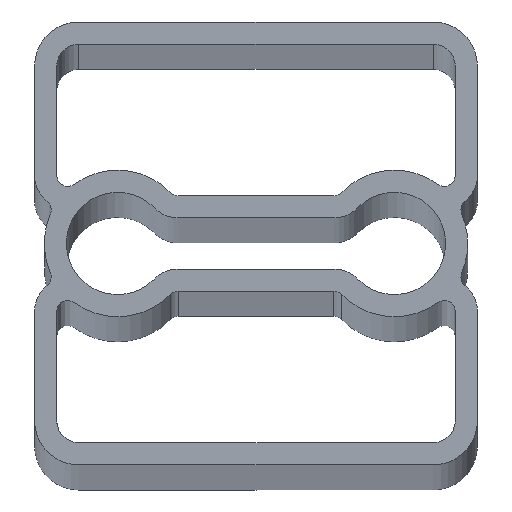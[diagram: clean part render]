
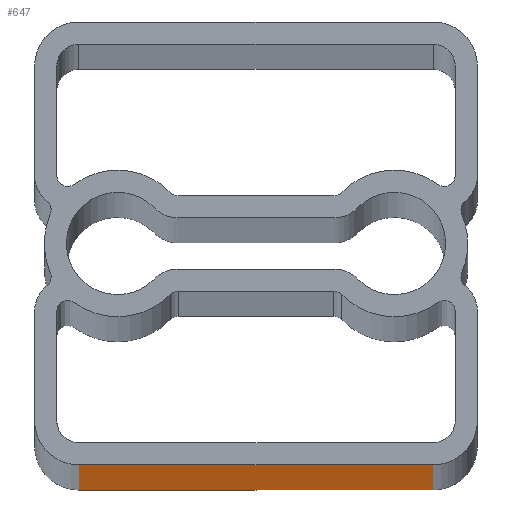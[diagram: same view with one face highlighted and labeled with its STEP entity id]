
A CAD part, top view. The second image highlights one B-rep face of the part: STEP entity #647.
In plain terms, the highlighted planar face has unit normal (0, -1, 0).
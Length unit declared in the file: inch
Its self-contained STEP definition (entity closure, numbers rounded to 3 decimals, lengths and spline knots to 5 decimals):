
#67 = CARTESIAN_POINT ( 'NONE',  ( 0.4, -0.5, -1. ) ) ;
#169 = EDGE_CURVE ( 'NONE', #2081, #1643, #1781, .T. ) ;
#330 = ORIENTED_EDGE ( 'NONE', *, *, #2373, .F. ) ;
#391 = LINE ( 'NONE', #2249, #2428 ) ;
#436 = ORIENTED_EDGE ( 'NONE', *, *, #1629, .F. ) ;
#448 = ORIENTED_EDGE ( 'NONE', *, *, #2426, .T. ) ;
#465 = DIRECTION ( 'NONE',  ( 0., 0., 1. ) ) ;
#552 = DIRECTION ( 'NONE',  ( 0., -1., 0. ) ) ;
#647 = ADVANCED_FACE ( 'NONE', ( #1251 ), #769, .T. ) ;
#662 = VECTOR ( 'NONE', #1224, 39.37008 ) ;
#769 = PLANE ( 'NONE',  #798 ) ;
#798 = AXIS2_PLACEMENT_3D ( 'NONE', #1766, #552, #1736 ) ;
#833 = ORIENTED_EDGE ( 'NONE', *, *, #169, .F. ) ;
#1162 = CARTESIAN_POINT ( 'NONE',  ( -0.4, -0.5, 0. ) ) ;
#1191 = VERTEX_POINT ( 'NONE', #2217 ) ;
#1224 = DIRECTION ( 'NONE',  ( -1., 0., 0. ) ) ;
#1246 = VECTOR ( 'NONE', #465, 39.37008 ) ;
#1251 = FACE_OUTER_BOUND ( 'NONE', #2469, .T. ) ;
#1304 = LINE ( 'NONE', #1641, #1246 ) ;
#1460 = DIRECTION ( 'NONE',  ( 1., 0., 0. ) ) ;
#1480 = VECTOR ( 'NONE', #1864, 39.37008 ) ;
#1629 = EDGE_CURVE ( 'NONE', #1643, #1719, #1304, .T. ) ;
#1641 = CARTESIAN_POINT ( 'NONE',  ( -0.4, -0.5, -1. ) ) ;
#1643 = VERTEX_POINT ( 'NONE', #1775 ) ;
#1719 = VERTEX_POINT ( 'NONE', #1162 ) ;
#1736 = DIRECTION ( 'NONE',  ( 1., 0., 0. ) ) ;
#1766 = CARTESIAN_POINT ( 'NONE',  ( 0.4, -0.5, -1. ) ) ;
#1775 = CARTESIAN_POINT ( 'NONE',  ( -0.4, -0.5, -32.5 ) ) ;
#1781 = LINE ( 'NONE', #2412, #662 ) ;
#1864 = DIRECTION ( 'NONE',  ( 0., 0., 1. ) ) ;
#2081 = VERTEX_POINT ( 'NONE', #2545 ) ;
#2156 = LINE ( 'NONE', #67, #1480 ) ;
#2217 = CARTESIAN_POINT ( 'NONE',  ( 0.4, -0.5, 0. ) ) ;
#2249 = CARTESIAN_POINT ( 'NONE',  ( 0.4, -0.5, 0. ) ) ;
#2373 = EDGE_CURVE ( 'NONE', #1719, #1191, #391, .T. ) ;
#2412 = CARTESIAN_POINT ( 'NONE',  ( 0.4, -0.5, -32.5 ) ) ;
#2426 = EDGE_CURVE ( 'NONE', #2081, #1191, #2156, .T. ) ;
#2428 = VECTOR ( 'NONE', #1460, 39.37008 ) ;
#2469 = EDGE_LOOP ( 'NONE', ( #330, #436, #833, #448 ) ) ;
#2545 = CARTESIAN_POINT ( 'NONE',  ( 0.4, -0.5, -32.5 ) ) ;
